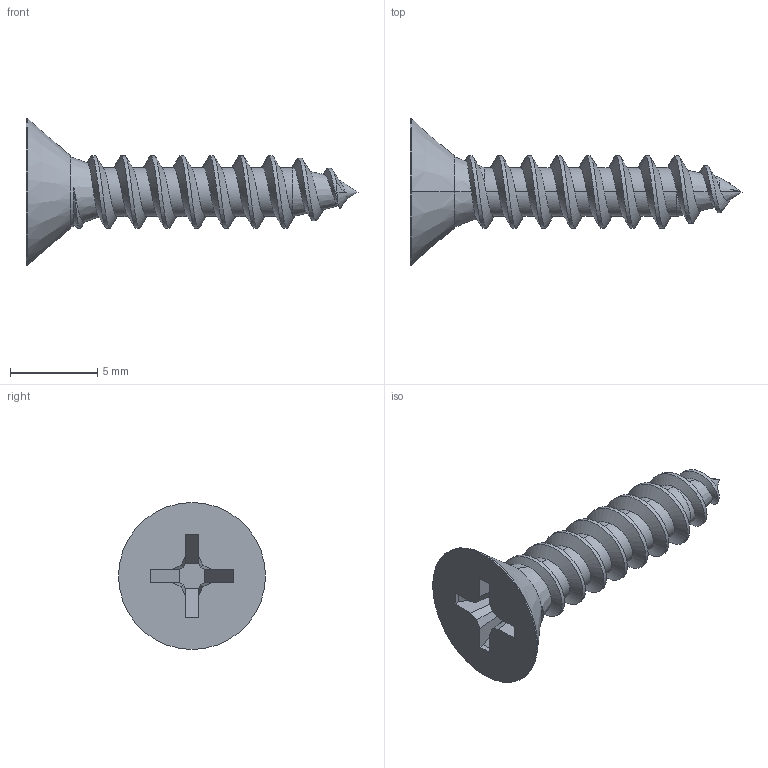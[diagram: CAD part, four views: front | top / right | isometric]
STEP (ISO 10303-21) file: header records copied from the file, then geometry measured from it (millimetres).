
FILE_DESCRIPTION (( 'STEP AP203' ), '1' );
FILE_NAME ('90294A197.step', '2018-11-30T17:49:48', ( '' ), ( '' ), 'SwSTEP 2.0', 'SolidWorks 2014', '' );
FILE_SCHEMA (( 'CONFIG_CONTROL_DESIGN' ));
Length unit declared in the file: inch
Products named in the file (1): 90294A197
Bounding box: 19.05 x 8.43 x 8.43 mm (x, y, z)
Volume: 198.3 mm3; surface area: 390 mm2
Topology: 1 solids, 1 shells, 67 faces, 185 edges, 119 vertices
Faces by surface type: plane 26, cylinder 18, cone 17, bspline 6
Entity records: 4417 total; most frequent: CARTESIAN_POINT 2799, ORIENTED_EDGE 366, DIRECTION 263, EDGE_CURVE 183, VERTEX_POINT 119, VECTOR 103, LINE 103, AXIS2_PLACEMENT_3D 80
